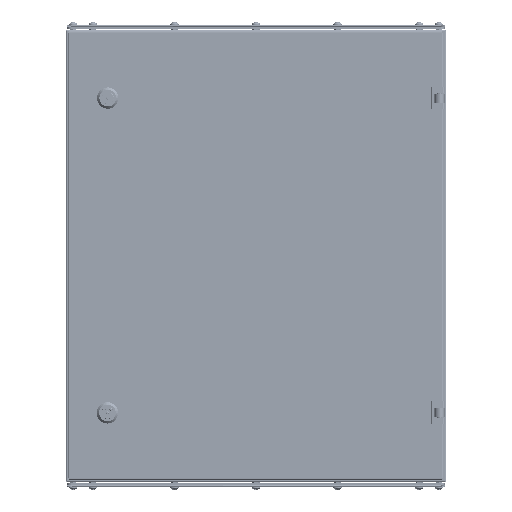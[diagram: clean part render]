
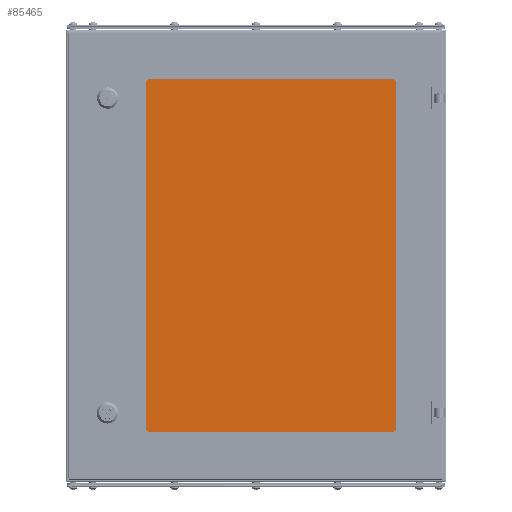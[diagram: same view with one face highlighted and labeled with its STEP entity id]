
A CAD part, top view. The second image highlights one B-rep face of the part: STEP entity #85465.
In plain terms, the highlighted planar face has unit normal (0, 0, 1).
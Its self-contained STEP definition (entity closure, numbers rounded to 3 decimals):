
#1215 = CIRCLE ( 'NONE', #78410, 10. ) ;
#1443 = DIRECTION ( 'NONE',  ( 0., 0., 1. ) ) ;
#1538 = CIRCLE ( 'NONE', #7376, 10. ) ;
#2457 = CARTESIAN_POINT ( 'NONE',  ( 0., 0., 4. ) ) ;
#3894 = VERTEX_POINT ( 'NONE', #65768 ) ;
#6083 = LINE ( 'NONE', #33863, #45230 ) ;
#6160 = DIRECTION ( 'NONE',  ( -1., 0., 0. ) ) ;
#6178 = ORIENTED_EDGE ( 'NONE', *, *, #28984, .T. ) ;
#7376 = AXIS2_PLACEMENT_3D ( 'NONE', #60143, #32315, #55031 ) ;
#8664 = ORIENTED_EDGE ( 'NONE', *, *, #88257, .T. ) ;
#9209 = LINE ( 'NONE', #68652, #29363 ) ;
#14485 = EDGE_CURVE ( 'NONE', #67065, #16671, #28508, .T. ) ;
#15672 = LINE ( 'NONE', #63555, #87400 ) ;
#16671 = VERTEX_POINT ( 'NONE', #29607 ) ;
#18852 = VERTEX_POINT ( 'NONE', #88184 ) ;
#19644 = DIRECTION ( 'NONE',  ( -1., 0., 0. ) ) ;
#20436 = EDGE_LOOP ( 'NONE', ( #73283, #75199, #72310, #37068, #6178, #8664, #35233, #21857 ) ) ;
#21857 = ORIENTED_EDGE ( 'NONE', *, *, #31302, .T. ) ;
#23405 = DIRECTION ( 'NONE',  ( 0., 0., -1. ) ) ;
#23627 = DIRECTION ( 'NONE',  ( 0., -1., 0. ) ) ;
#27644 = CARTESIAN_POINT ( 'NONE',  ( 167.75, -245.5, 4. ) ) ;
#27822 = VERTEX_POINT ( 'NONE', #81308 ) ;
#28508 = CIRCLE ( 'NONE', #41567, 10. ) ;
#28866 = DIRECTION ( 'NONE',  ( 0., 1., 0. ) ) ;
#28984 = EDGE_CURVE ( 'NONE', #68723, #3894, #9209, .T. ) ;
#29219 = DIRECTION ( 'NONE',  ( -1., 0., 0. ) ) ;
#29363 = VECTOR ( 'NONE', #6160, 1000. ) ;
#29607 = CARTESIAN_POINT ( 'NONE',  ( 177.75, -235.5, 4. ) ) ;
#31302 = EDGE_CURVE ( 'NONE', #36832, #27822, #1538, .T. ) ;
#32057 = DIRECTION ( 'NONE',  ( 0., 0., 1. ) ) ;
#32315 = DIRECTION ( 'NONE',  ( 0., 0., 1. ) ) ;
#33863 = CARTESIAN_POINT ( 'NONE',  ( -177.75, -245.5, 4. ) ) ;
#35111 = CARTESIAN_POINT ( 'NONE',  ( 167.75, 235.5, 4. ) ) ;
#35233 = ORIENTED_EDGE ( 'NONE', *, *, #44974, .T. ) ;
#36832 = VERTEX_POINT ( 'NONE', #57551 ) ;
#37068 = ORIENTED_EDGE ( 'NONE', *, *, #49999, .T. ) ;
#37700 = AXIS2_PLACEMENT_3D ( 'NONE', #74493, #32057, #53459 ) ;
#41567 = AXIS2_PLACEMENT_3D ( 'NONE', #84895, #1443, #29219 ) ;
#42006 = CIRCLE ( 'NONE', #37700, 10. ) ;
#44974 = EDGE_CURVE ( 'NONE', #18852, #36832, #65134, .T. ) ;
#45230 = VECTOR ( 'NONE', #61692, 1000. ) ;
#49999 = EDGE_CURVE ( 'NONE', #73637, #68723, #1215, .T. ) ;
#53214 = EDGE_CURVE ( 'NONE', #16671, #73637, #15672, .T. ) ;
#53459 = DIRECTION ( 'NONE',  ( -1., 0., 0. ) ) ;
#54382 = EDGE_CURVE ( 'NONE', #27822, #67065, #6083, .T. ) ;
#55031 = DIRECTION ( 'NONE',  ( -1., 0., 0. ) ) ;
#56171 = AXIS2_PLACEMENT_3D ( 'NONE', #2457, #23405, #79080 ) ;
#57551 = CARTESIAN_POINT ( 'NONE',  ( -177.75, -235.5, 4. ) ) ;
#58263 = CARTESIAN_POINT ( 'NONE',  ( -177.75, -245.5, 4. ) ) ;
#60143 = CARTESIAN_POINT ( 'NONE',  ( -167.75, -235.5, 4. ) ) ;
#61692 = DIRECTION ( 'NONE',  ( 1., 0., 0. ) ) ;
#63555 = CARTESIAN_POINT ( 'NONE',  ( 177.75, -245.5, 4. ) ) ;
#64920 = PLANE ( 'NONE',  #56171 ) ;
#65134 = LINE ( 'NONE', #58263, #86019 ) ;
#65768 = CARTESIAN_POINT ( 'NONE',  ( -167.75, 245.5, 4. ) ) ;
#67065 = VERTEX_POINT ( 'NONE', #27644 ) ;
#68652 = CARTESIAN_POINT ( 'NONE',  ( -177.75, 245.5, 4. ) ) ;
#68723 = VERTEX_POINT ( 'NONE', #74619 ) ;
#71559 = CARTESIAN_POINT ( 'NONE',  ( 177.75, 235.5, 4. ) ) ;
#72310 = ORIENTED_EDGE ( 'NONE', *, *, #53214, .T. ) ;
#73283 = ORIENTED_EDGE ( 'NONE', *, *, #54382, .T. ) ;
#73637 = VERTEX_POINT ( 'NONE', #71559 ) ;
#74493 = CARTESIAN_POINT ( 'NONE',  ( -167.75, 235.5, 4. ) ) ;
#74619 = CARTESIAN_POINT ( 'NONE',  ( 167.75, 245.5, 4. ) ) ;
#75199 = ORIENTED_EDGE ( 'NONE', *, *, #14485, .T. ) ;
#78410 = AXIS2_PLACEMENT_3D ( 'NONE', #35111, #82148, #19644 ) ;
#79080 = DIRECTION ( 'NONE',  ( -1., 0., 0. ) ) ;
#81308 = CARTESIAN_POINT ( 'NONE',  ( -167.75, -245.5, 4. ) ) ;
#82148 = DIRECTION ( 'NONE',  ( 0., 0., 1. ) ) ;
#84895 = CARTESIAN_POINT ( 'NONE',  ( 167.75, -235.5, 4. ) ) ;
#85465 = ADVANCED_FACE ( 'NONE', ( #85900 ), #64920, .F. ) ;
#85900 = FACE_OUTER_BOUND ( 'NONE', #20436, .T. ) ;
#86019 = VECTOR ( 'NONE', #23627, 1000. ) ;
#87400 = VECTOR ( 'NONE', #28866, 1000. ) ;
#88184 = CARTESIAN_POINT ( 'NONE',  ( -177.75, 235.5, 4. ) ) ;
#88257 = EDGE_CURVE ( 'NONE', #3894, #18852, #42006, .T. ) ;
